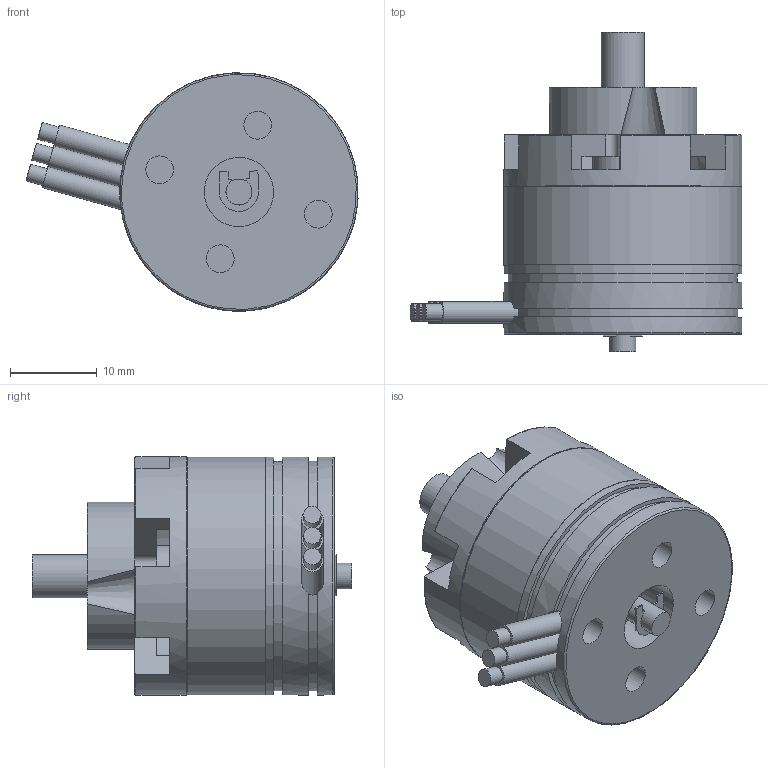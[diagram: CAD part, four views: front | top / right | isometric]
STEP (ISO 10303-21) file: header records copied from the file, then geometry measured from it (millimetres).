
FILE_DESCRIPTION(/* description */ (''),/* implementation_level */ '2;1');
FILE_NAME(/* name */ 'Tiger-Motor.stp',/* time_stamp */ '2015-11-30T18:32:29-05:00',/* author */ ('jfranz'),/* organization */ (''),/* preprocessor_version */ 'ST-DEVELOPER v16.1',/* originating_system */ 'Autodesk Inventor 2016',/* authorisation */ '');
FILE_SCHEMA (('AUTOMOTIVE_DESIGN { 1 0 10303 214 3 1 1 }'));
Length unit declared in the file: millimetre
Products named in the file (8): Motor-Unterglocke; Tiger-Motorwelle; Tiger-Motor-Zwischenteil; Tiger-Motorglocke-Oberteil; Tiger-Motor-Welle-Stellring; Tiger-Motor-Kabel; Tiger-Motor-Aufsatz; Tiger-Motor
Assembly tree (7 placements, depth 2):
  Tiger-Motor
    Motor-Unterglocke
    Tiger-Motorwelle
    Tiger-Motor-Zwischenteil
    Tiger-Motorglocke-Oberteil
    Tiger-Motor-Welle-Stellring
    Tiger-Motor-Kabel
    Tiger-Motor-Aufsatz
Bounding box: 38.3 x 36.85 x 27.5 mm (x, y, z)
Volume: 8419.1 mm3; surface area: 7612.4 mm2
Topology: 9 solids, 9 shells, 130 faces, 319 edges, 213 vertices
Faces by surface type: plane 69, cylinder 48, torus 10, cone 3
Full cylindrical faces by diameter (mm): 1.4 x1, 2 x3, 2.1 x6, 2.5 x3, 3 x3, 3.2 x4, 5 x1, 7 x3, 8 x1, 22.5 x1, 25 x1, 26.5 x1, 27.5 x5
Entity records: 4089 total; most frequent: CARTESIAN_POINT 761, DIRECTION 691, ORIENTED_EDGE 546, AXIS2_PLACEMENT_3D 288, EDGE_CURVE 273, VERTEX_POINT 204, EDGE_LOOP 199, CIRCLE 131
